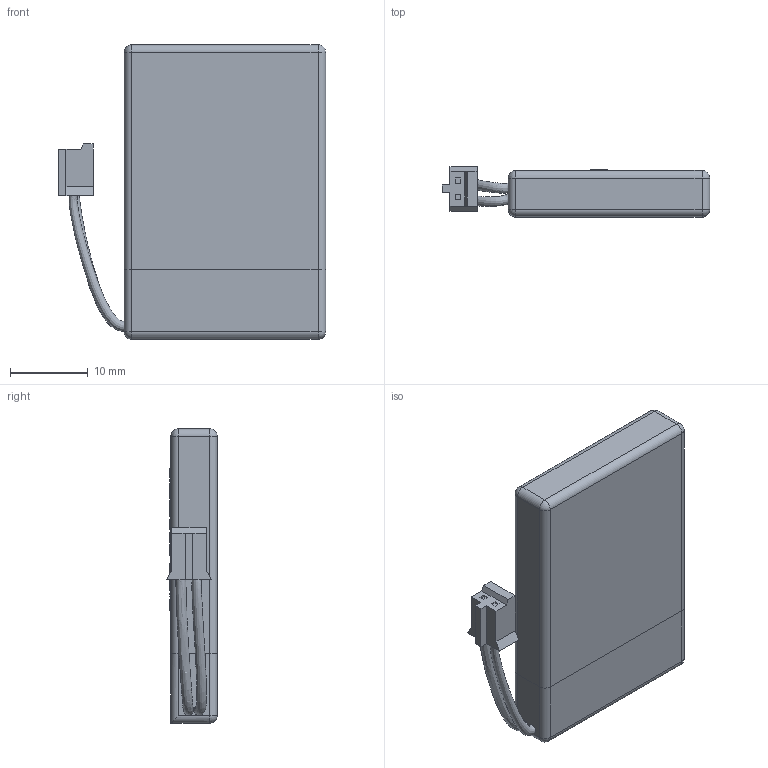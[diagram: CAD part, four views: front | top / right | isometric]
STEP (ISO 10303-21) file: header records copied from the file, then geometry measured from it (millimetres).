
FILE_DESCRIPTION(/* description */ (''),/* implementation_level */ '2;1');
FILE_NAME(/* name */ '3.3V 500Mah Battery v2.step',/* time_stamp */ '2019-04-12T12:30:25+05:00',/* author */ ('ktn2702'),/* organization */ (''),/* preprocessor_version */ 'ST-DEVELOPER v18',/* originating_system */ 'Autodesk Translation Framework v8.2.0.1029',/* authorisation */ '');
FILE_SCHEMA (('AUTOMOTIVE_DESIGN { 1 0 10303 214 3 1 1 }','MODEL_BASED_INTEGRATED_MANUFACTURING_SCHEMA'));
Length unit declared in the file: millimetre
Products named in the file (8): 3.3V 500Mah Battery; Black wIRE; Red Wire; Connector; Body1; Body2; Text; Text (1)
Assembly tree (7 placements, depth 2):
  3.3V 500Mah Battery
    Black wIRE
    Red Wire
    Connector
    Body1
    Body2
    Text
    Text (1)
Bounding box: 34.5 x 6.53 x 38 mm (x, y, z)
Volume: 6029.4 mm3; surface area: 3286.3 mm2
Topology: 16 solids, 16 shells, 258 faces, 654 edges, 430 vertices
Faces by surface type: plane 126, bspline 111, cylinder 15, sphere 6
Entity records: 9698 total; most frequent: CARTESIAN_POINT 3939, ORIENTED_EDGE 1308, DIRECTION 790, EDGE_CURVE 654, VERTEX_POINT 430, LINE 400, VECTOR 400, EDGE_LOOP 266
